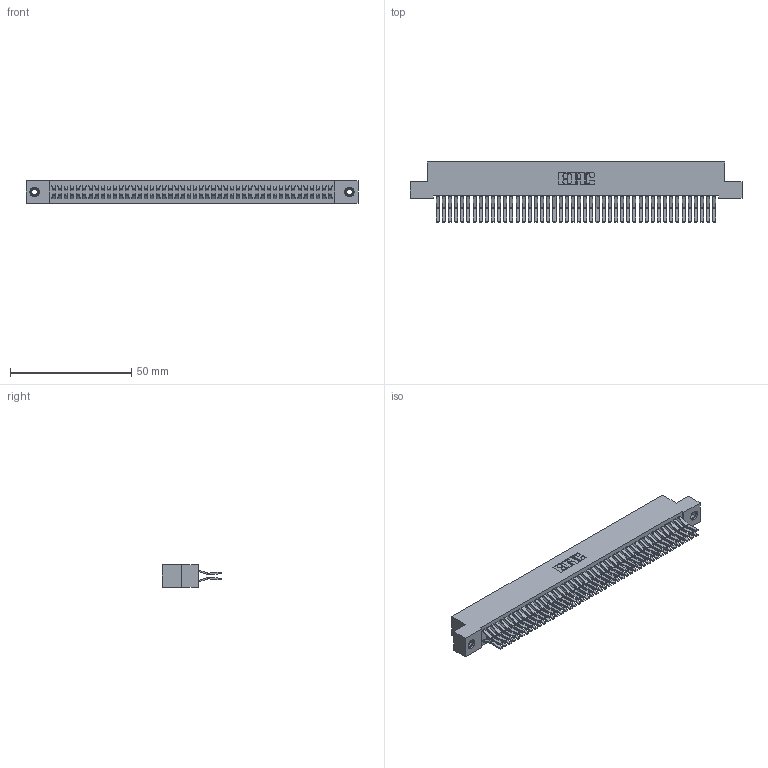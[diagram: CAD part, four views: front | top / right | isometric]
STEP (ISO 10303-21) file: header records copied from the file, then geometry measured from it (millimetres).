
FILE_DESCRIPTION (( 'STEP AP203' ), '1' );
FILE_NAME ('392-092-560-207.STEP', '2018-08-18T08:30:06', ( '' ), ( '' ), 'SwSTEP 2.0', 'SolidWorks 2016', '' );
FILE_SCHEMA (( 'CONFIG_CONTROL_DESIGN' ));
Length unit declared in the file: inch
Products named in the file (4): 342 Part_TI; 345-292-001_560 Tail; 345-250-001_345-250-005-103; 392-092-560-207
Assembly tree (95 placements, depth 2):
  392-092-560-207
    342 Part_TI
    345-292-001_560 Tail  x92
    345-250-001_345-250-005-103  x2
Bounding box: 137.16 x 24.78 x 9.4 mm (x, y, z)
Volume: 12934.1 mm3; surface area: 22626.1 mm2
Topology: 95 solids, 95 shells, 5138 faces, 15247 edges, 10034 vertices
Faces by surface type: plane 3410, cylinder 1712, cone 12, torus 4
Entity records: 30218 total; most frequent: CARTESIAN_POINT 4985, ORIENTED_EDGE 4914, DIRECTION 4287, EDGE_CURVE 2457, LINE 2305, VECTOR 2305, VERTEX_POINT 1632, AXIS2_PLACEMENT_3D 991
